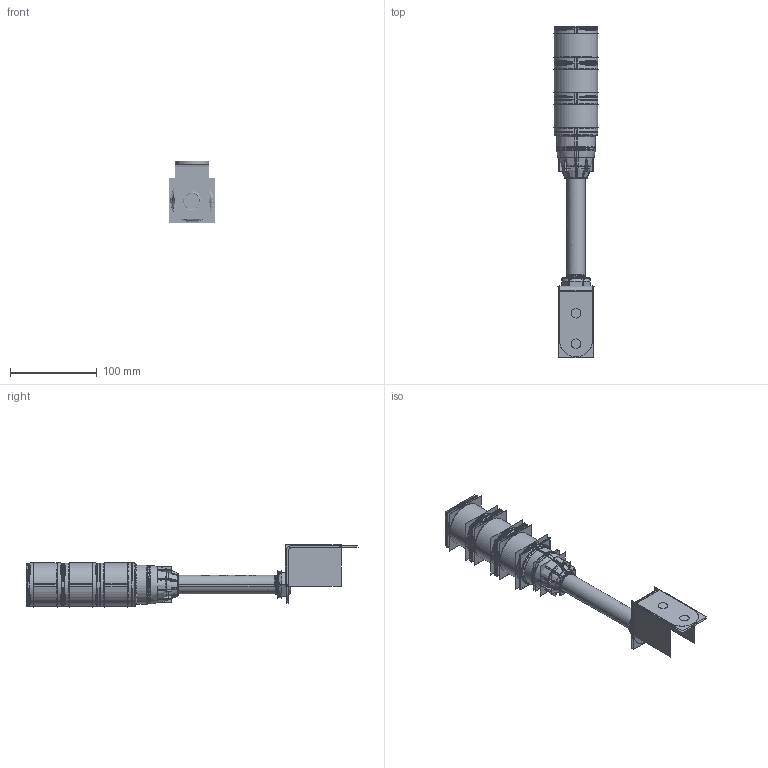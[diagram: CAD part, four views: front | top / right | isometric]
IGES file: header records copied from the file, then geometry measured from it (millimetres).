
Start section:  PTC IGES file: 212230.igs
Global section: file name: 212230.igs; native system: Creo Parametric by PTC Inc.; preprocessor: 2018300; author: pdmadmin; organization: Unknown; date: 20190529.070943; units: millimetre
Bounding box: 52 x 382.11 x 71.92 mm (x, y, z)
Volume: 137024.6 mm3; surface area: 1101697.1 mm2
Topology: 14 solids, 14 shells, 2700 faces, 13848 edges, 17435 vertices
Faces by surface type: bspline 1436, revolution 1264
